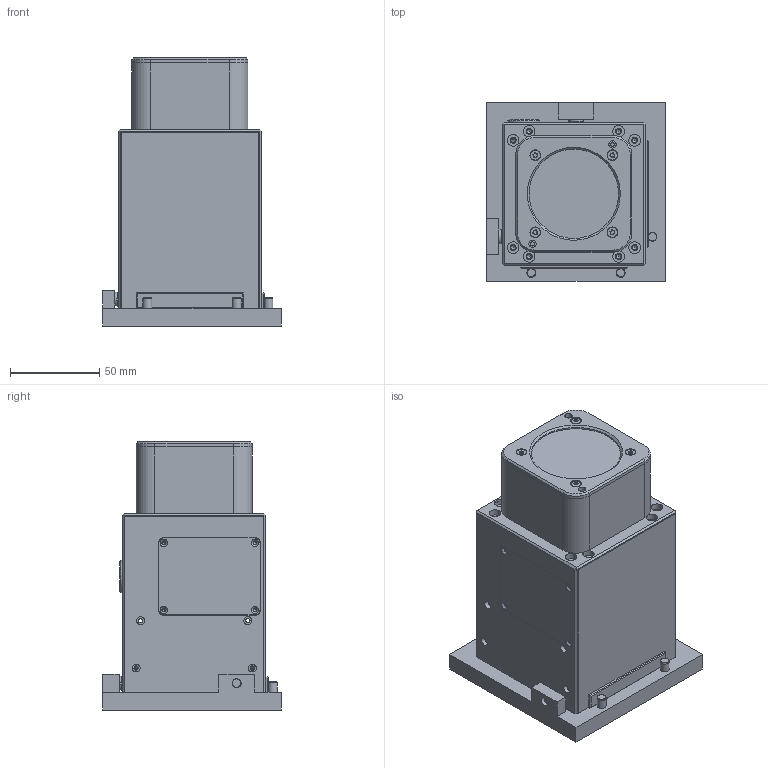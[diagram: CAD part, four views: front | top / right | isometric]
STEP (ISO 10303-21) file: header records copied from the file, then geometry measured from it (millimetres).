
FILE_DESCRIPTION(/* description */ (''),/* implementation_level */ '2;1');
FILE_NAME(/* name */ 'SFM-STÖRKONTUR-ZS',/* time_stamp */ '2019-02-01T12:19:37+01:00',/* author */ (''),/* organization */ (''),/* preprocessor_version */ 'ST-DEVELOPER v16.5',/* originating_system */ 'HiCAD 2018 2302.0 Build 339',/* authorisation */ '');
FILE_SCHEMA (('AUTOMOTIVE_DESIGN { 1 0 10303 214 1 1 1 1 }'));
Products named in the file (67): Root; Grundplatte_Baugruppe; ISO 2338-5x12-A1-70_Zylinderstifte; SFM-Grundplatte; FBPJS6; _FBPJS6mb; _FBPJS6b; Schutzglas_Baugruppe; Schutzglas 30 x 1,5; O-Ring 30 x 1,5; SFM-Schutzglashalter; Normteilgruppe _0; ISO 14581-M2x3-4.8_Senkschrauben_0; :EGZ.2B.810.ZZZ1; Teil; Zusatzschutzglas_Baugruppe; Schutzglas 55 x 1,5; O-Ring 51 X 1,5; ISO 14579-M3x16-A2-70_Zylinderkopfschrauben; SFM-Schutzglasdeckplatte-TOP; ISO 14581-M3x6-4.8_Senkschrauben; SFM-Schutzglashalter-TOP; SFM-Struktur-Aufnahme; SFM-Außenwand-Detektor; SFM-DT-Abdeckung; SFM-Außenwand-Trigger; SFM-Seitenwand; SFM-Seitenwand-2
Assembly tree (67 placements, depth 4):
  Root
    Grundplatte_Baugruppe
      ISO 2338-5x12-A1-70_Zylinderstifte
      ISO 2338-5x12-A1-70_Zylinderstifte
      ISO 2338-5x12-A1-70_Zylinderstifte
      SFM-Grundplatte
      FBPJS6
        _FBPJS6mb
        _FBPJS6b
      FBPJS6
        _FBPJS6mb
        _FBPJS6b
    Schutzglas_Baugruppe
      Schutzglas 30 x 1,5
      O-Ring 30 x 1,5
      SFM-Schutzglashalter
      Normteilgruppe _0
        ISO 14581-M2x3-4.8_Senkschrauben_0
        ISO 14581-M2x3-4.8_Senkschrauben_0
        ISO 14581-M2x3-4.8_Senkschrauben_0
        ISO 14581-M2x3-4.8_Senkschrauben_0
        ISO 14581-M2x3-4.8_Senkschrauben_0
    :EGZ.2B.810.ZZZ1
      Teil
      Teil
      Teil
      Teil
      Teil
      Teil
      Teil
      Teil
      Teil
      Teil
      Teil
      Teil
      Teil
      Teil
      Teil
      Teil
      Teil
      Teil
      Teil
      Teil
      Teil
      Teil
      Teil
      Teil
      Teil
      Teil
    Zusatzschutzglas_Baugruppe
      Schutzglas 55 x 1,5
      O-Ring 51 X 1,5
      ISO 14579-M3x16-A2-70_Zylinderkopfschrauben
      ISO 14579-M3x16-A2-70_Zylinderkopfschrauben
      SFM-Schutzglasdeckplatte-TOP
      Normteilgruppe _0
        ISO 14581-M3x6-4.8_Senkschrauben
        ISO 14581-M3x6-4.8_Senkschrauben
        ISO 14581-M3x6-4.8_Senkschrauben
        ISO 14581-M3x6-4.8_Senkschrauben
Bounding box: 100 x 100 x 150 mm (x, y, z)
Volume: 416803.1 mm3; surface area: 184070.8 mm2
Topology: 59 solids, 59 shells, 2450 faces, 5848 edges, 3559 vertices
Faces by surface type: cylinder 900, plane 898, cone 548, bspline 94, sphere 6, torus 4
Full cylindrical faces by diameter (mm): 0.4 x10, 0.63 x1, 0.8 x10, 0.9 x20, 1 x1, 1.1 x10, 1.13 x20, 1.23 x10, 1.3 x10, 1.36 x10, 1.38 x10, 1.45 x10, 1.6 x36, 1.7 x1, 1.9 x1, 2 x6, 2.05 x8, 2.2 x13, 2.4 x8, 2.5 x14, 2.6 x1, 3 x21, 3.05 x1, 3.2 x4, 3.4 x14, 3.5 x2, 3.8 x6, 3.94 x1, 4.1 x2, 4.3 x13
Entity records: 88444 total; most frequent: CARTESIAN_POINT 16512, DIRECTION 11856, ORIENTED_EDGE 9808, AXIS2_PLACEMENT_3D 5024, EDGE_CURVE 4904, PRESENTATION_STYLE_ASSIGNMENT 3730, COLOUR_RGB 3681, DRAUGHTING_PRE_DEFINED_CURVE_FONT 3672
